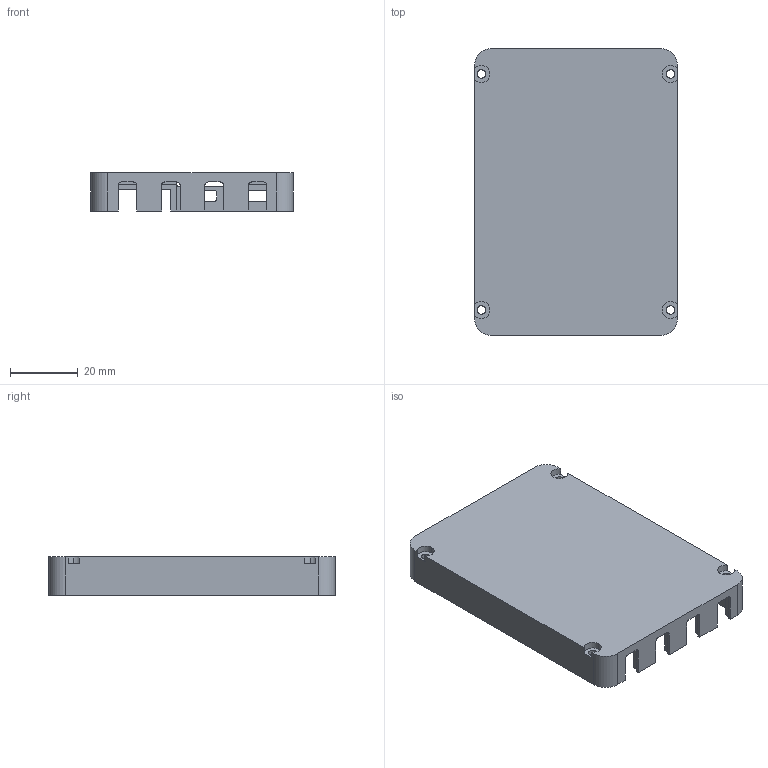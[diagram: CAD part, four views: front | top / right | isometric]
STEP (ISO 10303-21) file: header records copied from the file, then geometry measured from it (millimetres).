
FILE_DESCRIPTION (( 'STEP AP214' ), '1' );
FILE_NAME ('狟褲极陔.STEP', '2024-10-22T13:10:21', ( '' ), ( '' ), 'SwSTEP 2.0', 'SolidWorks 2023', '' );
FILE_SCHEMA (( 'AUTOMOTIVE_DESIGN' ));
Length unit declared in the file: millimetre
Products named in the file (1): 下壳体新
Bounding box: 59.7 x 84.5 x 11.2 mm (x, y, z)
Volume: 12719.2 mm3; surface area: 15799.5 mm2
Topology: 1 solids, 1 shells, 134 faces, 400 edges, 266 vertices
Faces by surface type: plane 92, cylinder 42
Entity records: 4543 total; most frequent: CARTESIAN_POINT 801, ORIENTED_EDGE 800, DIRECTION 754, EDGE_CURVE 400, VECTOR 316, LINE 316, VERTEX_POINT 266, AXIS2_PLACEMENT_3D 219
